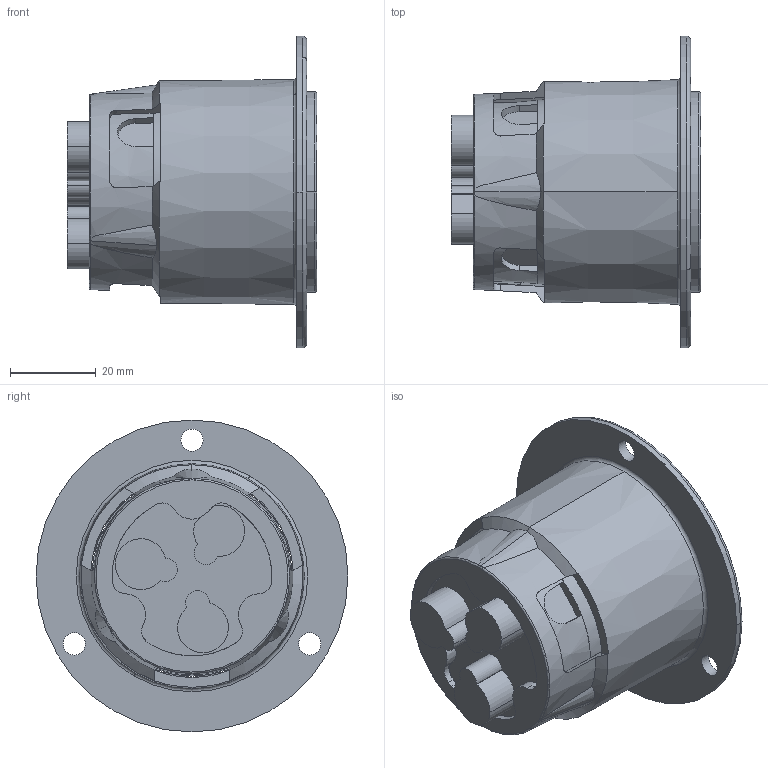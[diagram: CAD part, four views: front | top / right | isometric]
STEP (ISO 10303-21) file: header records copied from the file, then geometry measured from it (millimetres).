
FILE_DESCRIPTION (( 'STEP AP214' ), '1' );
FILE_NAME ('CATSTD-2626F-000-M01.STEP', '2022-06-23T13:51:17', ( '' ), ( '' ), 'SwSTEP 2.0', 'SolidWorks 2020', '' );
FILE_SCHEMA (( 'AUTOMOTIVE_DESIGN' ));
Length unit declared in the file: inch
Products named in the file (1): CATSTD-2626F-000-M01
Bounding box: 58.32 x 72.9 x 72.9 mm (x, y, z)
Volume: 103743.3 mm3; surface area: 31848.1 mm2
Topology: 1 solids, 4 shells, 842 faces, 2337 edges, 1551 vertices
Faces by surface type: plane 384, cylinder 286, bspline 105, cone 41, torus 26
Full cylindrical faces by diameter (mm): 5.207 x3, 5.834 x1
Entity records: 44091 total; most frequent: CARTESIAN_POINT 14877, ORIENTED_EDGE 4658, DIRECTION 4113, EDGE_CURVE 2329, VERTEX_POINT 1547, AXIS2_PLACEMENT_3D 1453, VECTOR 1207, LINE 1207
